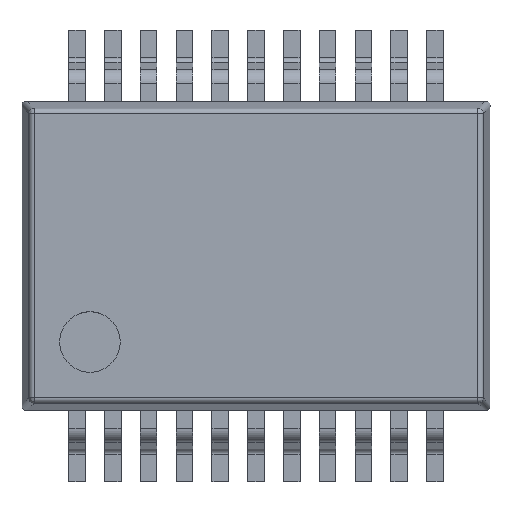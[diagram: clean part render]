
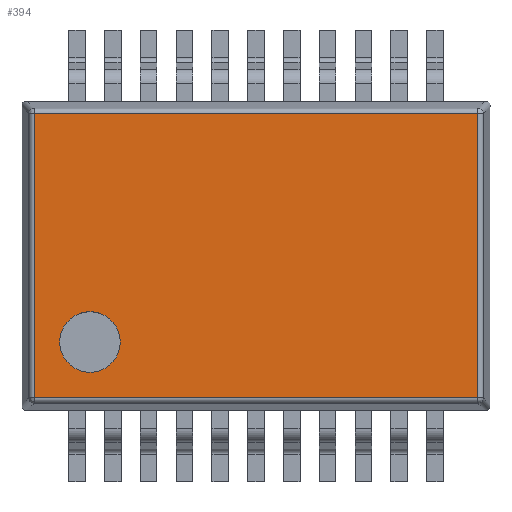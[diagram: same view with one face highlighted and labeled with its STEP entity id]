
A CAD part, top view. The second image highlights one B-rep face of the part: STEP entity #394.
In plain terms, the highlighted planar face has unit normal (0, 0, 1).
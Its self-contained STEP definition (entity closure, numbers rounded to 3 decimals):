
#394=ADVANCED_FACE('',(#1138,#1140),#1142,.T.);
#1138=FACE_BOUND('',#1139,.T.);
#1139=EDGE_LOOP('',(#1818,#1819,#1820,#1821));
#1140=FACE_BOUND('',#1141,.T.);
#1141=EDGE_LOOP('',(#1822));
#1142=PLANE('',#1143);
#1143=AXIS2_PLACEMENT_3D('',#1144,#1145,#1146);
#1144=CARTESIAN_POINT('',(0.,0.,2.));
#1145=DIRECTION('',(0.,0.,1.));
#1146=DIRECTION('',(1.,0.,0.));
#1818=ORIENTED_EDGE('',*,*,#2222,.T.);
#1819=ORIENTED_EDGE('',*,*,#2223,.T.);
#1820=ORIENTED_EDGE('',*,*,#2224,.T.);
#1821=ORIENTED_EDGE('',*,*,#2225,.T.);
#1822=ORIENTED_EDGE('',*,*,#2226,.T.);
#2222=EDGE_CURVE('',#2468,#2469,#2470,.T.);
#2223=EDGE_CURVE('',#2469,#2471,#2472,.T.);
#2224=EDGE_CURVE('',#2471,#2473,#2474,.T.);
#2225=EDGE_CURVE('',#2473,#2468,#2475,.T.);
#2226=EDGE_CURVE('',#2476,#2476,#2477,.F.);
#2468=VERTEX_POINT('',#2988);
#2469=VERTEX_POINT('',#2989);
#2470=LINE('',#2990,#2991);
#2471=VERTEX_POINT('',#2993);
#2472=LINE('',#2994,#2995);
#2473=VERTEX_POINT('',#2997);
#2474=LINE('',#2998,#2999);
#2475=LINE('',#3001,#3002);
#2476=VERTEX_POINT('',#3004);
#2477=CIRCLE('',#3005,0.55);
#2988=CARTESIAN_POINT('',(4.03,2.58,2.));
#2989=CARTESIAN_POINT('',(-4.03,2.58,2.));
#2990=CARTESIAN_POINT('',(4.03,2.58,2.));
#2991=VECTOR('',#2992,1.);
#2992=DIRECTION('',(-1.,0.,0.));
#2993=CARTESIAN_POINT('',(-4.03,-2.58,2.));
#2994=CARTESIAN_POINT('',(-4.03,2.58,2.));
#2995=VECTOR('',#2996,1.);
#2996=DIRECTION('',(0.,-1.,0.));
#2997=CARTESIAN_POINT('',(4.03,-2.58,2.));
#2998=CARTESIAN_POINT('',(-4.03,-2.58,2.));
#2999=VECTOR('',#3000,1.);
#3000=DIRECTION('',(1.,0.,0.));
#3001=CARTESIAN_POINT('',(4.03,-2.58,2.));
#3002=VECTOR('',#3003,1.);
#3003=DIRECTION('',(0.,1.,0.));
#3004=CARTESIAN_POINT('',(-2.465,-1.565,2.));
#3005=AXIS2_PLACEMENT_3D('',#3006,#3007,#3008);
#3006=CARTESIAN_POINT('',(-3.015,-1.565,2.));
#3007=DIRECTION('',(0.,0.,1.));
#3008=DIRECTION('',(1.,0.,0.));
